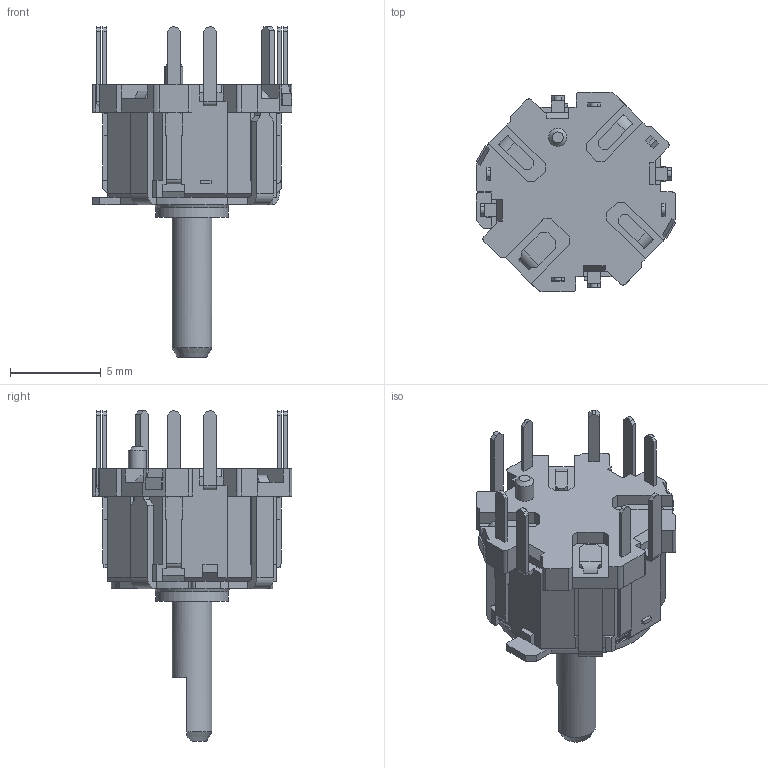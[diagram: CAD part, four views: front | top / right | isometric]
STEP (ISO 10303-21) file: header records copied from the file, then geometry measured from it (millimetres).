
FILE_DESCRIPTION(/* description */ ('STEP AP214'),/* implementation_level */ '2;1');
FILE_NAME(/* name */ 'RKJXM.stp',/* time_stamp */ '2021-06-10T17:52:25+02:00',/* author */ ('weird'),/* organization */ ('Hewlett-Packard Company'),/* preprocessor_version */ 'ST-DEVELOPER v18.1',/* originating_system */ 'Autodesk Inventor 2022',/* authorisation */ '');
FILE_SCHEMA (('AUTOMOTIVE_DESIGN { 1 0 10303 214 3 1 1 }'));
Length unit declared in the file: millimetre
Products named in the file (1): RKJXM1015004
Bounding box: 11 x 11 x 18.2 mm (x, y, z)
Volume: 530.7 mm3; surface area: 588.3 mm2
Topology: 1 solids, 1 shells, 500 faces, 1359 edges, 875 vertices
Faces by surface type: plane 440, cylinder 53, bspline 5, cone 2
Full cylindrical faces by diameter (mm): 1 x1, 2.2 x1, 4 x1
Entity records: 16095 total; most frequent: CARTESIAN_POINT 2865, ORIENTED_EDGE 2718, DIRECTION 2466, EDGE_CURVE 1359, LINE 1224, VECTOR 1224, VERTEX_POINT 875, AXIS2_PLACEMENT_3D 621
